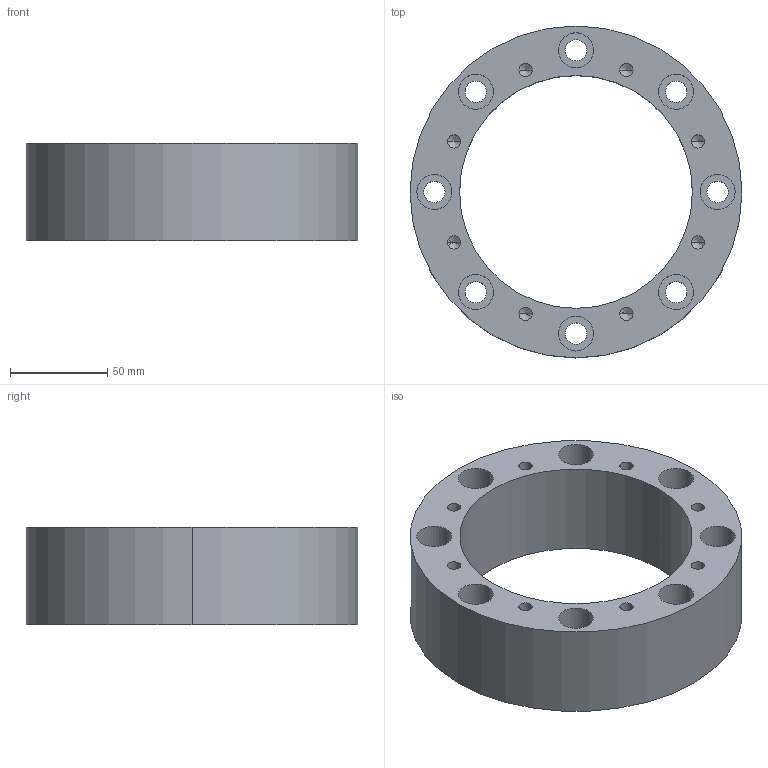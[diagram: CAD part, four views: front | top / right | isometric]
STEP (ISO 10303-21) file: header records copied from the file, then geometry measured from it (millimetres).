
FILE_DESCRIPTION (( 'STEP AP214' ), '1' );
FILE_NAME ('Ïðîñòàâêà øïèíäåëÿ.STEP', '2021-09-13T14:04:59', ( '' ), ( '' ), 'SwSTEP 2.0', 'SolidWorks 2019', '' );
FILE_SCHEMA (( 'AUTOMOTIVE_DESIGN' ));
Length unit declared in the file: millimetre
Products named in the file (1): Ïðîñòàâêà øïèíäåëÿ
Bounding box: 171 x 171 x 50 mm (x, y, z)
Volume: 518197.9 mm3; surface area: 88284.8 mm2
Topology: 1 solids, 1 shells, 78 faces, 188 edges, 112 vertices
Faces by surface type: cylinder 52, cone 16, plane 10
Entity records: 2442 total; most frequent: DIRECTION 434, CARTESIAN_POINT 363, ORIENTED_EDGE 344, AXIS2_PLACEMENT_3D 183, EDGE_CURVE 172, VERTEX_POINT 112, EDGE_LOOP 112, CIRCLE 104
